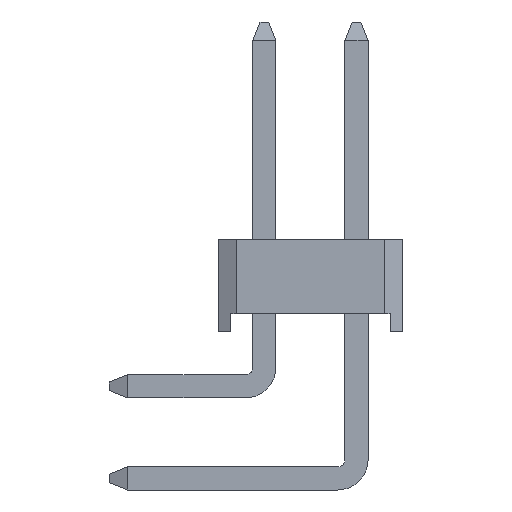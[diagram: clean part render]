
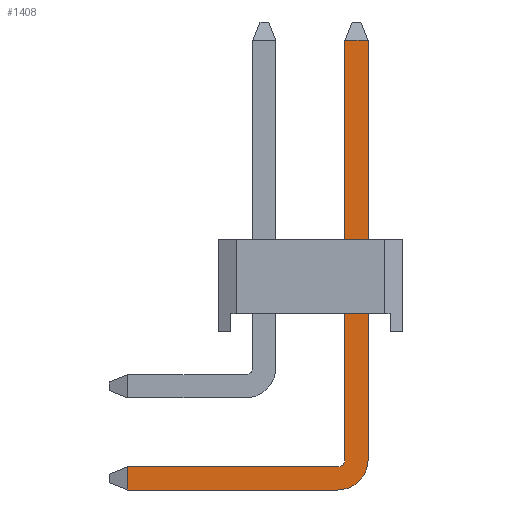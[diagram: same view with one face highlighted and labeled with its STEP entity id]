
A CAD part, left-side view. The second image highlights one B-rep face of the part: STEP entity #1408.
In plain terms, the highlighted planar face has unit normal (-1, 0, 0).
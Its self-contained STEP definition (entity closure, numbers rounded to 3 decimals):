
#1408=ADVANCED_FACE('',(#2943),#2944,.T.);
#2943=FACE_OUTER_BOUND('',#4742,.T.);
#2944=PLANE('',#4743);
#4742=EDGE_LOOP('',(#8335,#8336,#8337,#8338,#8339,#8340,#8341,#8342));
#4743=AXIS2_PLACEMENT_3D('',#8343,#8344,#8345);
#8335=ORIENTED_EDGE('',*,*,#11718,.F.);
#8336=ORIENTED_EDGE('',*,*,#11179,.T.);
#8337=ORIENTED_EDGE('',*,*,#11719,.F.);
#8338=ORIENTED_EDGE('',*,*,#11720,.F.);
#8339=ORIENTED_EDGE('',*,*,#11721,.F.);
#8340=ORIENTED_EDGE('',*,*,#11722,.T.);
#8341=ORIENTED_EDGE('',*,*,#11183,.F.);
#8342=ORIENTED_EDGE('',*,*,#11723,.F.);
#8343=CARTESIAN_POINT('',(-11.75,-0.75,-4.79));
#8344=DIRECTION('',(-1.0,0.0,0.0));
#8345=DIRECTION('',(0.0,0.0,1.0));
#11179=EDGE_CURVE('',#13681,#13679,#13682,.T.);
#11183=EDGE_CURVE('',#13687,#13688,#13689,.T.);
#11718=EDGE_CURVE('',#13681,#14393,#14394,.T.);
#11719=EDGE_CURVE('',#14395,#13679,#14396,.T.);
#11720=EDGE_CURVE('',#14397,#14395,#14398,.T.);
#11721=EDGE_CURVE('',#14019,#14397,#14399,.T.);
#11722=EDGE_CURVE('',#14019,#13688,#14400,.T.);
#11723=EDGE_CURVE('',#14393,#13687,#14401,.T.);
#13679=VERTEX_POINT('',#17110);
#13681=VERTEX_POINT('',#17113);
#13682=LINE('',#17114,#17115);
#13687=VERTEX_POINT('',#17122);
#13688=VERTEX_POINT('',#17123);
#13689=LINE('',#17124,#17125);
#14019=VERTEX_POINT('',#17614);
#14393=VERTEX_POINT('',#18177);
#14394=LINE('',#18178,#18179);
#14395=VERTEX_POINT('',#18180);
#14396=LINE('',#18181,#18182);
#14397=VERTEX_POINT('',#18183);
#14398=CIRCLE('',#18184,0.2);
#14399=LINE('',#18185,#18186);
#14400=LINE('',#18187,#18188);
#14401=CIRCLE('',#18189,0.84);
#17110=CARTESIAN_POINT('',(-11.75,-0.95,6.77));
#17113=CARTESIAN_POINT('',(-11.75,-1.59,6.77));
#17114=CARTESIAN_POINT('',(-11.75,-0.95,6.77));
#17115=VECTOR('',#19723,1000.0);
#17122=CARTESIAN_POINT('',(-11.75,-0.75,-5.63));
#17123=CARTESIAN_POINT('',(-11.75,5.04,-5.63));
#17124=CARTESIAN_POINT('',(-11.75,5.54,-5.63));
#17125=VECTOR('',#19726,1000.0);
#17614=CARTESIAN_POINT('',(-11.75,5.04,-4.99));
#18177=CARTESIAN_POINT('',(-11.75,-1.59,-4.79));
#18178=CARTESIAN_POINT('',(-11.75,-1.59,-4.79));
#18179=VECTOR('',#20141,1000.0);
#18180=CARTESIAN_POINT('',(-11.75,-0.95,-4.79));
#18181=CARTESIAN_POINT('',(-11.75,-0.95,-4.79));
#18182=VECTOR('',#20142,1000.0);
#18183=CARTESIAN_POINT('',(-11.75,-0.75,-4.99));
#18184=AXIS2_PLACEMENT_3D('',#20143,#20144,#20145);
#18185=CARTESIAN_POINT('',(-11.75,5.54,-4.99));
#18186=VECTOR('',#20146,1000.0);
#18187=CARTESIAN_POINT('',(-11.75,5.04,-5.63));
#18188=VECTOR('',#20147,1000.0);
#18189=AXIS2_PLACEMENT_3D('',#20148,#20149,#20150);
#19723=DIRECTION('',(0.0,1.0,0.0));
#19726=DIRECTION('',(0.0,1.0,0.));
#20141=DIRECTION('',(0.0,0.,-1.0));
#20142=DIRECTION('',(0.0,0.0,1.0));
#20143=CARTESIAN_POINT('',(-11.75,-0.75,-4.79));
#20144=DIRECTION('',(-1.0,0.0,0.0));
#20145=DIRECTION('',(0.0,1.0,0.0));
#20146=DIRECTION('',(0.0,-1.0,0.));
#20147=DIRECTION('',(0.0,0.0,-1.0));
#20148=CARTESIAN_POINT('',(-11.75,-0.75,-4.79));
#20149=DIRECTION('',(1.0,0.0,0.0));
#20150=DIRECTION('',(0.0,1.0,0.0));
